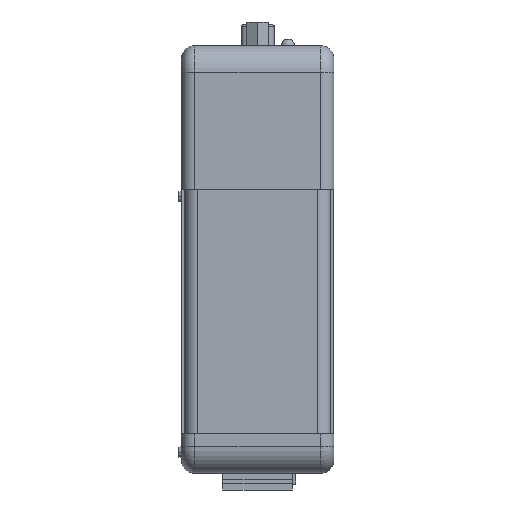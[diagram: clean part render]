
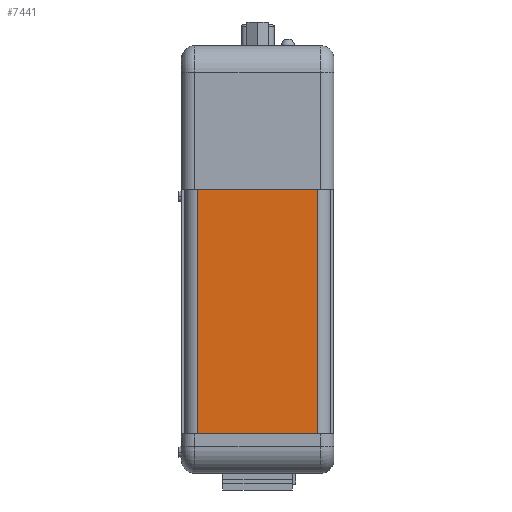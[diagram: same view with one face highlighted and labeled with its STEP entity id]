
A CAD part, front view. The second image highlights one B-rep face of the part: STEP entity #7441.
In plain terms, the highlighted planar face has unit normal (0, -1, 0).
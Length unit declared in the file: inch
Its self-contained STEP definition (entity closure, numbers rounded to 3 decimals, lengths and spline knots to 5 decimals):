
#60 = DIRECTION ( 'NONE',  ( -1., 0., 0. ) ) ;
#224 = VECTOR ( 'NONE', #2309, 39.37008 ) ;
#806 = CARTESIAN_POINT ( 'NONE',  ( 0.5625, -2.9225, 0.655 ) ) ;
#1016 = DIRECTION ( 'NONE',  ( 0., 0., -1. ) ) ;
#1104 = CARTESIAN_POINT ( 'NONE',  ( -0.5625, -2.9225, 0.655 ) ) ;
#1270 = VERTEX_POINT ( 'NONE', #2075 ) ;
#2075 = CARTESIAN_POINT ( 'NONE',  ( 0.5625, -2.9225, -1.63 ) ) ;
#2309 = DIRECTION ( 'NONE',  ( 0., 0., -1. ) ) ;
#2639 = CARTESIAN_POINT ( 'NONE',  ( 0.5625, -2.9225, 0.655 ) ) ;
#2880 = ORIENTED_EDGE ( 'NONE', *, *, #14007, .T. ) ;
#2933 = EDGE_CURVE ( 'NONE', #9460, #13173, #8959, .T. ) ;
#4933 = ORIENTED_EDGE ( 'NONE', *, *, #5915, .F. ) ;
#5183 = CARTESIAN_POINT ( 'NONE',  ( -0.5625, -2.9225, -1.63 ) ) ;
#5672 = DIRECTION ( 'NONE',  ( 0., -1., 0. ) ) ;
#5915 = EDGE_CURVE ( 'NONE', #1270, #11146, #6653, .T. ) ;
#6653 = LINE ( 'NONE', #14117, #12412 ) ;
#7441 = ADVANCED_FACE ( 'NONE', ( #9997 ), #14778, .T. ) ;
#7978 = AXIS2_PLACEMENT_3D ( 'NONE', #12591, #5672, #13730 ) ;
#8959 = LINE ( 'NONE', #2639, #14600 ) ;
#9396 = CARTESIAN_POINT ( 'NONE',  ( 0.5625, -2.9225, 0.655 ) ) ;
#9460 = VERTEX_POINT ( 'NONE', #806 ) ;
#9794 = LINE ( 'NONE', #1104, #224 ) ;
#9997 = FACE_OUTER_BOUND ( 'NONE', #14614, .T. ) ;
#11028 = CARTESIAN_POINT ( 'NONE',  ( -0.5625, -2.9225, 0.655 ) ) ;
#11146 = VERTEX_POINT ( 'NONE', #5183 ) ;
#11404 = VECTOR ( 'NONE', #1016, 39.37008 ) ;
#12298 = EDGE_CURVE ( 'NONE', #9460, #1270, #14387, .T. ) ;
#12412 = VECTOR ( 'NONE', #60, 39.37008 ) ;
#12591 = CARTESIAN_POINT ( 'NONE',  ( 0.5625, -2.9225, 0.655 ) ) ;
#12928 = ORIENTED_EDGE ( 'NONE', *, *, #2933, .T. ) ;
#13173 = VERTEX_POINT ( 'NONE', #11028 ) ;
#13176 = DIRECTION ( 'NONE',  ( -1., 0., 0. ) ) ;
#13730 = DIRECTION ( 'NONE',  ( 0., 0., -1. ) ) ;
#13918 = ORIENTED_EDGE ( 'NONE', *, *, #12298, .F. ) ;
#14007 = EDGE_CURVE ( 'NONE', #13173, #11146, #9794, .T. ) ;
#14117 = CARTESIAN_POINT ( 'NONE',  ( 0.5625, -2.9225, -1.63 ) ) ;
#14387 = LINE ( 'NONE', #9396, #11404 ) ;
#14600 = VECTOR ( 'NONE', #13176, 39.37008 ) ;
#14614 = EDGE_LOOP ( 'NONE', ( #4933, #13918, #12928, #2880 ) ) ;
#14778 = PLANE ( 'NONE',  #7978 ) ;
